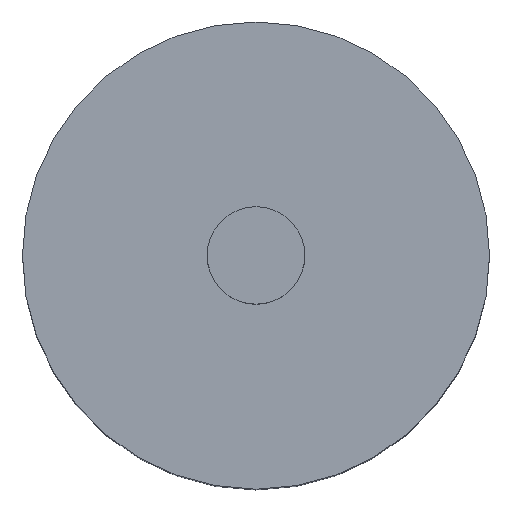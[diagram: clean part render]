
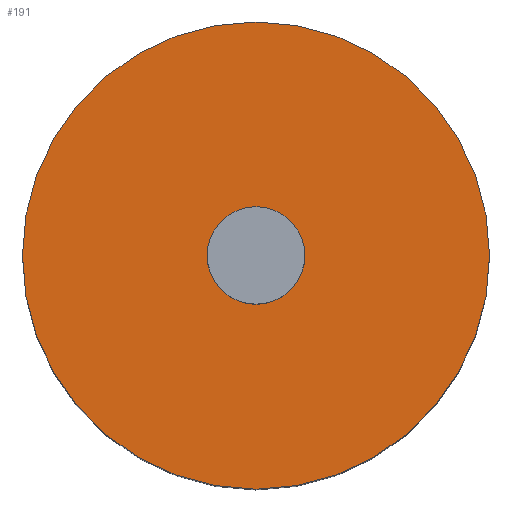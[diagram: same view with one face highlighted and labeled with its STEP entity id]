
A CAD part, top view. The second image highlights one B-rep face of the part: STEP entity #191.
In plain terms, the highlighted planar face has unit normal (0, 0, 1).
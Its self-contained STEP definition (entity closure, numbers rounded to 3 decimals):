
#38=FACE_BOUND('',#56,.T.);
#41=FACE_OUTER_BOUND('',#55,.T.);
#55=EDGE_LOOP('',(#134));
#56=EDGE_LOOP('',(#135));
#72=CIRCLE('',#220,15.21);
#73=CIRCLE('',#221,3.175);
#91=VERTEX_POINT('',#329);
#92=VERTEX_POINT('',#331);
#108=EDGE_CURVE('',#91,#91,#72,.T.);
#109=EDGE_CURVE('',#92,#92,#73,.F.);
#134=ORIENTED_EDGE('',*,*,#108,.T.);
#135=ORIENTED_EDGE('',*,*,#109,.T.);
#186=PLANE('',#219);
#191=ADVANCED_FACE('',(#41,#38),#186,.T.);
#219=AXIS2_PLACEMENT_3D('',#328,#254,#255);
#220=AXIS2_PLACEMENT_3D('',#330,#256,#257);
#221=AXIS2_PLACEMENT_3D('',#332,#258,#259);
#254=DIRECTION('center_axis',(0.,0.,
1.));
#255=DIRECTION('ref_axis',(0.,1.,0.));
#256=DIRECTION('center_axis',(0.,0.,
1.));
#257=DIRECTION('ref_axis',(0.,1.,0.));
#258=DIRECTION('center_axis',(0.,0.,
1.));
#259=DIRECTION('ref_axis',(0.,1.,0.));
#328=CARTESIAN_POINT('Origin',(0.,0.,
-6.35));
#329=CARTESIAN_POINT('',(0.,15.21,-6.35));
#330=CARTESIAN_POINT('Origin',(0.,0.,
-6.35));
#331=CARTESIAN_POINT('',(0.,-3.175,-6.35));
#332=CARTESIAN_POINT('Origin',(0.,0.,
-6.35));
